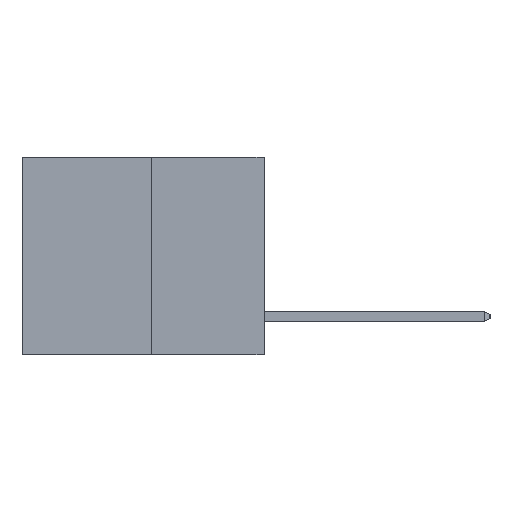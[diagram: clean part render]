
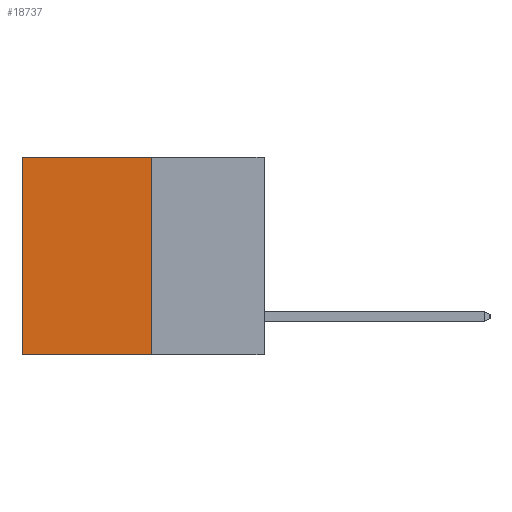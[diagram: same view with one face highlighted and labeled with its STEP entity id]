
A CAD part, left-side view. The second image highlights one B-rep face of the part: STEP entity #18737.
In plain terms, the highlighted planar face has unit normal (-1, 0, 0).
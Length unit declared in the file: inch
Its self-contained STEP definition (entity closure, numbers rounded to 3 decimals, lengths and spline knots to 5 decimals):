
#148 = VERTEX_POINT ( 'NONE', #348 ) ;
#235 = LINE ( 'NONE', #17005, #3049 ) ;
#348 = CARTESIAN_POINT ( 'NONE',  ( 0.3165, 0.6, -0.49 ) ) ;
#1906 = EDGE_CURVE ( 'NONE', #11162, #148, #235, .T. ) ;
#2136 = DIRECTION ( 'NONE',  ( 0., 1., 0. ) ) ;
#2599 = LINE ( 'NONE', #4699, #15519 ) ;
#3049 = VECTOR ( 'NONE', #5719, 39.37008 ) ;
#3149 = EDGE_CURVE ( 'NONE', #4190, #21214, #11559, .T. ) ;
#3430 = CARTESIAN_POINT ( 'NONE',  ( 0.3165, 0.28, 0. ) ) ;
#3431 = PLANE ( 'NONE',  #8180 ) ;
#4171 = DIRECTION ( 'NONE',  ( 0., 0., -1. ) ) ;
#4190 = VERTEX_POINT ( 'NONE', #3430 ) ;
#4699 = CARTESIAN_POINT ( 'NONE',  ( 0.3165, 0.28, 0. ) ) ;
#5079 = CARTESIAN_POINT ( 'NONE',  ( 0.3165, 0.28, -0.49 ) ) ;
#5244 = CARTESIAN_POINT ( 'NONE',  ( 0.3165, 0.28, -0.49 ) ) ;
#5368 = VECTOR ( 'NONE', #2136, 39.37008 ) ;
#5719 = DIRECTION ( 'NONE',  ( 0., 0., -1. ) ) ;
#6160 = EDGE_CURVE ( 'NONE', #4190, #11162, #2599, .T. ) ;
#6276 = ORIENTED_EDGE ( 'NONE', *, *, #3149, .F. ) ;
#6328 = DIRECTION ( 'NONE',  ( 0., 1., 0. ) ) ;
#6724 = DIRECTION ( 'NONE',  ( 1., 0., 0. ) ) ;
#8111 = ORIENTED_EDGE ( 'NONE', *, *, #1906, .T. ) ;
#8180 = AXIS2_PLACEMENT_3D ( 'NONE', #5079, #6724, #4171 ) ;
#8320 = CARTESIAN_POINT ( 'NONE',  ( 0.3165, 0.6, 0. ) ) ;
#11162 = VERTEX_POINT ( 'NONE', #8320 ) ;
#11559 = LINE ( 'NONE', #21209, #12348 ) ;
#11711 = EDGE_CURVE ( 'NONE', #21214, #148, #12072, .T. ) ;
#12072 = LINE ( 'NONE', #5244, #5368 ) ;
#12216 = EDGE_LOOP ( 'NONE', ( #8111, #14309, #6276, #13524 ) ) ;
#12348 = VECTOR ( 'NONE', #16314, 39.37008 ) ;
#13524 = ORIENTED_EDGE ( 'NONE', *, *, #6160, .T. ) ;
#14309 = ORIENTED_EDGE ( 'NONE', *, *, #11711, .F. ) ;
#15519 = VECTOR ( 'NONE', #6328, 39.37008 ) ;
#16314 = DIRECTION ( 'NONE',  ( 0., 0., -1. ) ) ;
#17005 = CARTESIAN_POINT ( 'NONE',  ( 0.3165, 0.6, -0.49 ) ) ;
#18737 = ADVANCED_FACE ( 'NONE', ( #20301 ), #3431, .F. ) ;
#19183 = CARTESIAN_POINT ( 'NONE',  ( 0.3165, 0.28, -0.49 ) ) ;
#20301 = FACE_OUTER_BOUND ( 'NONE', #12216, .T. ) ;
#21209 = CARTESIAN_POINT ( 'NONE',  ( 0.3165, 0.28, -0.49 ) ) ;
#21214 = VERTEX_POINT ( 'NONE', #19183 ) ;
